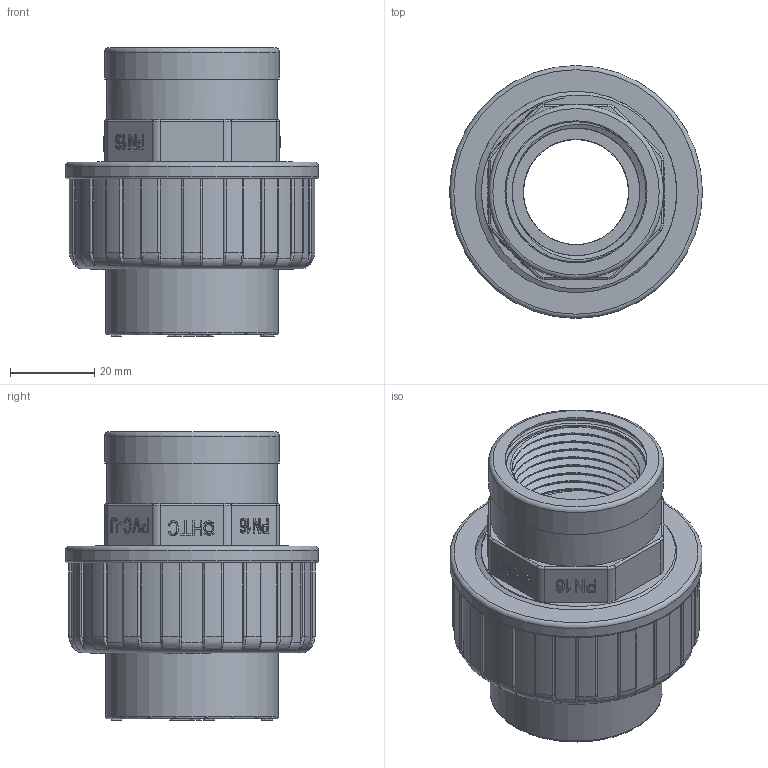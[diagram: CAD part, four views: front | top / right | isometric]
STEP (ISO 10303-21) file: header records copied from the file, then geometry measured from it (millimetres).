
FILE_DESCRIPTION(/* description */ (''),/* implementation_level */ '2;1');
FILE_NAME(/* name */ 'VIC032032+铁圈.stp',/* time_stamp */ '2025-05-09T09:19:59+08:00',/* author */ (''),/* organization */ (''),/* preprocessor_version */ 'ST-DEVELOPER v16.7',/* originating_system */ 'SIEMENS PLM Software NX 12.0',/* authorisation */ '');
FILE_SCHEMA (('AUTOMOTIVE_DESIGN { 1 0 10303 214 3 1 1 1 }'));
Products named in the file (1): Admi38C49DCEywxg
Bounding box: 60 x 60 x 68.4 mm (x, y, z)
Volume: 49666.9 mm3; surface area: 40086.8 mm2
Topology: 4 solids, 5 shells, 1568 faces, 4339 edges, 2871 vertices
Faces by surface type: plane 1076, extrusion 260, cylinder 149, bspline 45, torus 37, cone 1
Full cylindrical faces by diameter (mm): 1.635 x1, 1.74 x1, 1.962 x1, 2.18 x1, 2.321 x1, 2.616 x1, 24.9 x1, 25 x1, 31 x1, 33.249 x8, 33.7 x1, 36 x1, 38 x1, 40.5 x2, 40.9 x1, 41.1 x1, 41.5 x1, 44 x1, 44.845 x6, 47.803 x7, 60 x1
Entity records: 58037 total; most frequent: CARTESIAN_POINT 19992, ORIENTED_EDGE 8452, DIRECTION 6560, EDGE_CURVE 4226, VECTOR 3464, LINE 3204, VERTEX_POINT 2815, EDGE_LOOP 1680
